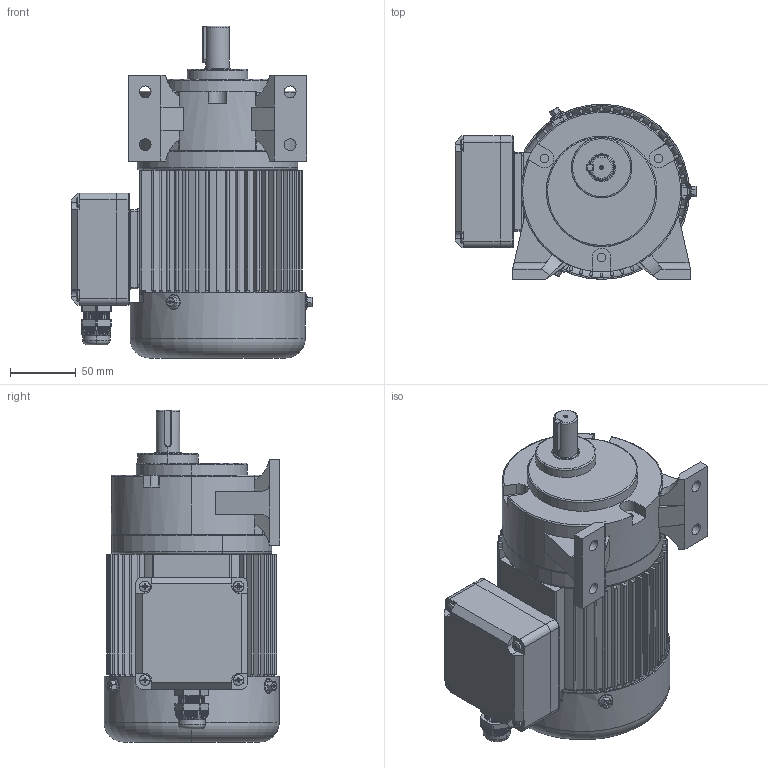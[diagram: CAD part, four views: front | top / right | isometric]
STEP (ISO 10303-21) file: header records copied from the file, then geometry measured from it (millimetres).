
FILE_DESCRIPTION (( 'STEP AP203' ), '1' );
FILE_NAME ('(標準品)G11H100W(5B11XXX100)(減速比共用).STEP', '2016-01-28T06:37:39', ( 'SE' ), ( 'SE' ), 'SwSTEP 2.0', 'SolidWorks 2010', '' );
FILE_SCHEMA (( 'CONFIG_CONTROL_DESIGN' ));
Products named in the file (16): G11HBOX1; G11-200C1; 出線盒下蓋; 出線盒上蓋; ･Xｽuｲｰｹﾔ､TH-UP3(PVC2mmｫp); (標準品)G11H100W(5B11XXX100)(減速比共用); M100C2A; M100CD1-45; 100W風扇蓋131x50／缺口70(直角); G11OS1; 油封20x35x7; 5x5xL_28L; 成品-塑膠T盒; 丸頭螺絲 M4 x35 --35N_JIS B 1111 Binding head screw M4 x 8 --8N; 出線頭 Ver.2; 外六角內十字螺絲M5 x 10_ISO 4162 - M5 x 10 x 10-N
Assembly tree (20 placements, depth 3):
  (標準品)G11H100W(5B11XXX100)(減速比共用)
    G11-200C1
    成品-塑膠T盒
      出線頭 Ver.2
      出線盒上蓋
      丸頭螺絲 M4 x35 --35N_JIS B 1111 Binding head screw M4 x 8 --8N  x4
      出線盒下蓋
      ･Xｽuｲｰｹﾔ､TH-UP3(PVC2mmｫp)
    5x5xL_28L
    M100C2A
    G11HBOX1
    M100CD1-45
    外六角內十字螺絲M5 x 10_ISO 4162 - M5 x 10 x 10-N  x3
    G11OS1
    100W風扇蓋131x50／缺口70(直角)
    油封20x35x7
Bounding box: 183.11 x 133.5 x 252 mm (x, y, z)
Volume: 2420617.7 mm3; surface area: 362072.8 mm2
Topology: 19 solids, 22 shells, 2664 faces, 7071 edges, 4481 vertices
Faces by surface type: cone 926, cylinder 838, plane 820, torus 54, bspline 18, sphere 8
Entity records: 53512 total; most frequent: CARTESIAN_POINT 10649, DIRECTION 8722, ORIENTED_EDGE 8566, EDGE_CURVE 4283, AXIS2_PLACEMENT_3D 3105, VERTEX_POINT 2752, LINE 2512, VECTOR 2512
